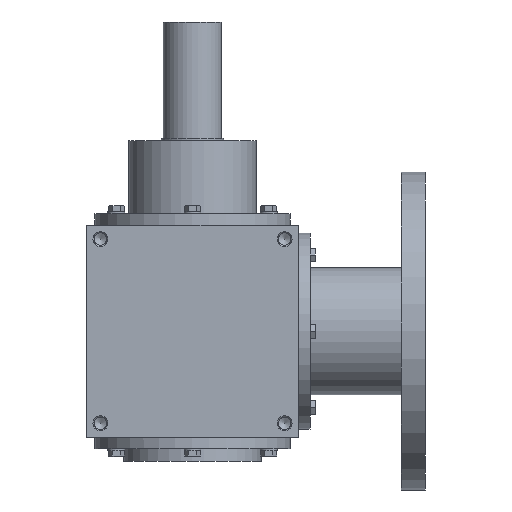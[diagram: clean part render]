
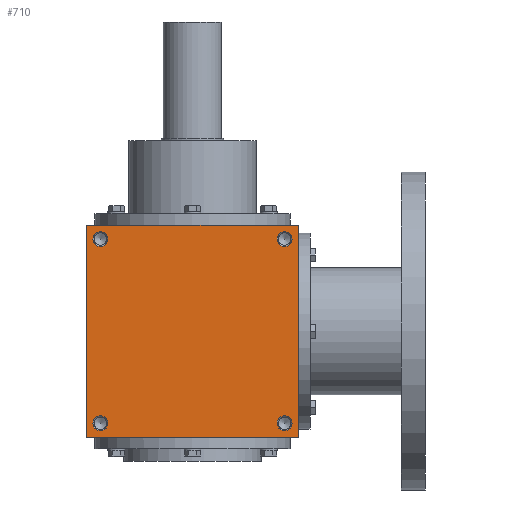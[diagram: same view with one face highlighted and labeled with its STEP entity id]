
A CAD part, front view. The second image highlights one B-rep face of the part: STEP entity #710.
In plain terms, the highlighted planar face has unit normal (0, -1, 0).
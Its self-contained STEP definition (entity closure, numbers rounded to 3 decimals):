
#710 = ADVANCED_FACE( '', ( #1424, #1425, #1426, #1427, #1428 ), #1429, .F. );
#1424 = FACE_BOUND( '', #2157, .T. );
#1425 = FACE_BOUND( '', #2158, .T. );
#1426 = FACE_BOUND( '', #2159, .T. );
#1427 = FACE_BOUND( '', #2160, .T. );
#1428 = FACE_OUTER_BOUND( '', #2161, .T. );
#1429 = PLANE( '', #2162 );
#2157 = EDGE_LOOP( '', ( #3329 ) );
#2158 = EDGE_LOOP( '', ( #3330 ) );
#2159 = EDGE_LOOP( '', ( #3331 ) );
#2160 = EDGE_LOOP( '', ( #3332 ) );
#2161 = EDGE_LOOP( '', ( #3333, #3334, #3335, #3336 ) );
#2162 = AXIS2_PLACEMENT_3D( '', #3337, #3338, #3339 );
#3329 = ORIENTED_EDGE( '', *, *, #3868, .T. );
#3330 = ORIENTED_EDGE( '', *, *, #3948, .T. );
#3331 = ORIENTED_EDGE( '', *, *, #3831, .F. );
#3332 = ORIENTED_EDGE( '', *, *, #4067, .F. );
#3333 = ORIENTED_EDGE( '', *, *, #4162, .T. );
#3334 = ORIENTED_EDGE( '', *, *, #4172, .F. );
#3335 = ORIENTED_EDGE( '', *, *, #4173, .F. );
#3336 = ORIENTED_EDGE( '', *, *, #4005, .T. );
#3337 = CARTESIAN_POINT( '', ( -100., -100., 100. ) );
#3338 = DIRECTION( '', ( 0., 1., 0. ) );
#3339 = DIRECTION( '', ( 0., 0., 1. ) );
#3831 = EDGE_CURVE( '', #4408, #4408, #4409, .T. );
#3868 = EDGE_CURVE( '', #4470, #4470, #4471, .T. );
#3948 = EDGE_CURVE( '', #4585, #4585, #4586, .T. );
#4005 = EDGE_CURVE( '', #4676, #4674, #4677, .T. );
#4067 = EDGE_CURVE( '', #4763, #4763, #4764, .T. );
#4162 = EDGE_CURVE( '', #4674, #4887, #4889, .T. );
#4172 = EDGE_CURVE( '', #4899, #4887, #4900, .T. );
#4173 = EDGE_CURVE( '', #4676, #4899, #4901, .T. );
#4408 = VERTEX_POINT( '', #5196 );
#4409 = CIRCLE( '', #5197, 7. );
#4470 = VERTEX_POINT( '', #5299 );
#4471 = CIRCLE( '', #5300, 7. );
#4585 = VERTEX_POINT( '', #5448 );
#4586 = CIRCLE( '', #5449, 7. );
#4674 = VERTEX_POINT( '', #5552 );
#4676 = VERTEX_POINT( '', #5555 );
#4677 = LINE( '', #5556, #5557 );
#4763 = VERTEX_POINT( '', #5704 );
#4764 = CIRCLE( '', #5705, 7. );
#4887 = VERTEX_POINT( '', #5864 );
#4889 = LINE( '', #5867, #5868 );
#4899 = VERTEX_POINT( '', #5885 );
#4900 = LINE( '', #5886, #5887 );
#4901 = LINE( '', #5888, #5889 );
#5196 = CARTESIAN_POINT( '', ( 87., -100., -94. ) );
#5197 = AXIS2_PLACEMENT_3D( '', #6173, #6174, #6175 );
#5299 = CARTESIAN_POINT( '', ( -87., -100., -80. ) );
#5300 = AXIS2_PLACEMENT_3D( '', #6222, #6223, #6224 );
#5448 = CARTESIAN_POINT( '', ( -87., -100., 94. ) );
#5449 = AXIS2_PLACEMENT_3D( '', #6344, #6345, #6346 );
#5552 = CARTESIAN_POINT( '', ( -100., -100., -100. ) );
#5555 = CARTESIAN_POINT( '', ( -100., -100., 100. ) );
#5556 = CARTESIAN_POINT( '', ( -100., -100., 100. ) );
#5557 = VECTOR( '', #6441, 1000. );
#5704 = CARTESIAN_POINT( '', ( 87., -100., 80. ) );
#5705 = AXIS2_PLACEMENT_3D( '', #6540, #6541, #6542 );
#5864 = CARTESIAN_POINT( '', ( 100., -100., -100. ) );
#5867 = CARTESIAN_POINT( '', ( -100., -100., -100. ) );
#5868 = VECTOR( '', #6673, 1000. );
#5885 = CARTESIAN_POINT( '', ( 100., -100., 100. ) );
#5886 = CARTESIAN_POINT( '', ( 100., -100., 100. ) );
#5887 = VECTOR( '', #6677, 1000. );
#5888 = CARTESIAN_POINT( '', ( -100., -100., 100. ) );
#5889 = VECTOR( '', #6678, 1000. );
#6173 = CARTESIAN_POINT( '', ( 87., -100., -87. ) );
#6174 = DIRECTION( '', ( 0., -1., 0. ) );
#6175 = DIRECTION( '', ( 0., 0., -1. ) );
#6222 = CARTESIAN_POINT( '', ( -87., -100., -87. ) );
#6223 = DIRECTION( '', ( 0., 1., 0. ) );
#6224 = DIRECTION( '', ( 0., 0., 1. ) );
#6344 = CARTESIAN_POINT( '', ( -87., -100., 87. ) );
#6345 = DIRECTION( '', ( 0., 1., 0. ) );
#6346 = DIRECTION( '', ( 0., 0., 1. ) );
#6441 = DIRECTION( '', ( 0., 0., -1. ) );
#6540 = CARTESIAN_POINT( '', ( 87., -100., 87. ) );
#6541 = DIRECTION( '', ( 0., -1., 0. ) );
#6542 = DIRECTION( '', ( 0., 0., -1. ) );
#6673 = DIRECTION( '', ( 1., 0., 0. ) );
#6677 = DIRECTION( '', ( 0., 0., -1. ) );
#6678 = DIRECTION( '', ( 1., 0., 0. ) );
